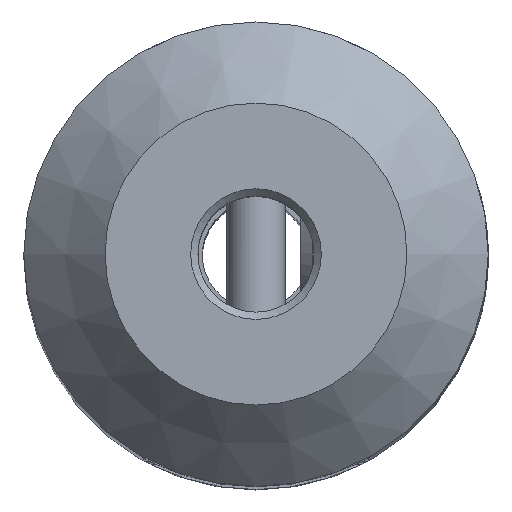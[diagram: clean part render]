
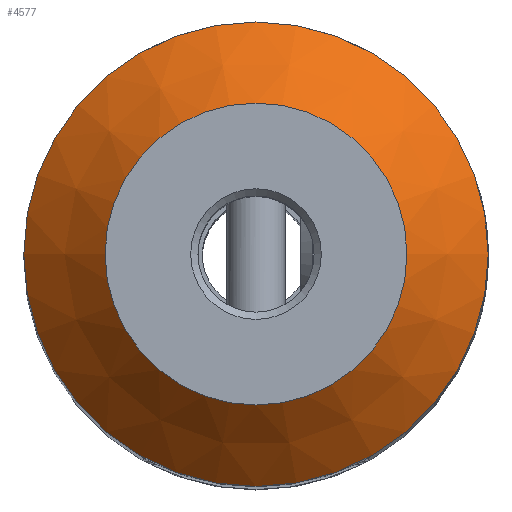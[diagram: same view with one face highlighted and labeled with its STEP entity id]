
A CAD part, top view. The second image highlights one B-rep face of the part: STEP entity #4577.
In plain terms, the highlighted conical face has half-angle 45 degrees and reference radius 5.2 mm.
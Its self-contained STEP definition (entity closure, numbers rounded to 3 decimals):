
#133 = DIRECTION ( 'NONE',  ( 0., 0., -1. ) ) ;
#179 = EDGE_CURVE ( 'NONE', #2379, #2379, #4415, .T. ) ;
#194 = CARTESIAN_POINT ( 'NONE',  ( 0., 0., 75. ) ) ;
#485 = FACE_BOUND ( 'NONE', #2277, .T. ) ;
#905 = FACE_OUTER_BOUND ( 'NONE', #4495, .T. ) ;
#1133 = AXIS2_PLACEMENT_3D ( 'NONE', #5023, #1401, #4583 ) ;
#1401 = DIRECTION ( 'NONE',  ( 0., 0., -1. ) ) ;
#1710 = EDGE_CURVE ( 'NONE', #5205, #5205, #2443, .T. ) ;
#1997 = DIRECTION ( 'NONE',  ( 1., 0., 0. ) ) ;
#2028 = DIRECTION ( 'NONE',  ( 0., 0., 1. ) ) ;
#2150 = CONICAL_SURFACE ( 'NONE', #4925, 5.2, 0.785 ) ;
#2277 = EDGE_LOOP ( 'NONE', ( #2403 ) ) ;
#2379 = VERTEX_POINT ( 'NONE', #5549 ) ;
#2387 = AXIS2_PLACEMENT_3D ( 'NONE', #194, #2028, #1997 ) ;
#2403 = ORIENTED_EDGE ( 'NONE', *, *, #1710, .F. ) ;
#2440 = CARTESIAN_POINT ( 'NONE',  ( 0., 0., 75. ) ) ;
#2443 = CIRCLE ( 'NONE', #2387, 5.2 ) ;
#3350 = DIRECTION ( 'NONE',  ( -1., 0., 0. ) ) ;
#3813 = CARTESIAN_POINT ( 'NONE',  ( 5.2, 0., 75. ) ) ;
#4415 = CIRCLE ( 'NONE', #1133, 8. ) ;
#4495 = EDGE_LOOP ( 'NONE', ( #5770 ) ) ;
#4577 = ADVANCED_FACE ( 'NONE', ( #905, #485 ), #2150, .T. ) ;
#4583 = DIRECTION ( 'NONE',  ( 1., 0., 0. ) ) ;
#4925 = AXIS2_PLACEMENT_3D ( 'NONE', #2440, #133, #3350 ) ;
#5023 = CARTESIAN_POINT ( 'NONE',  ( 0., 0., 72.2 ) ) ;
#5205 = VERTEX_POINT ( 'NONE', #3813 ) ;
#5549 = CARTESIAN_POINT ( 'NONE',  ( 8., 0., 72.2 ) ) ;
#5770 = ORIENTED_EDGE ( 'NONE', *, *, #179, .F. ) ;
